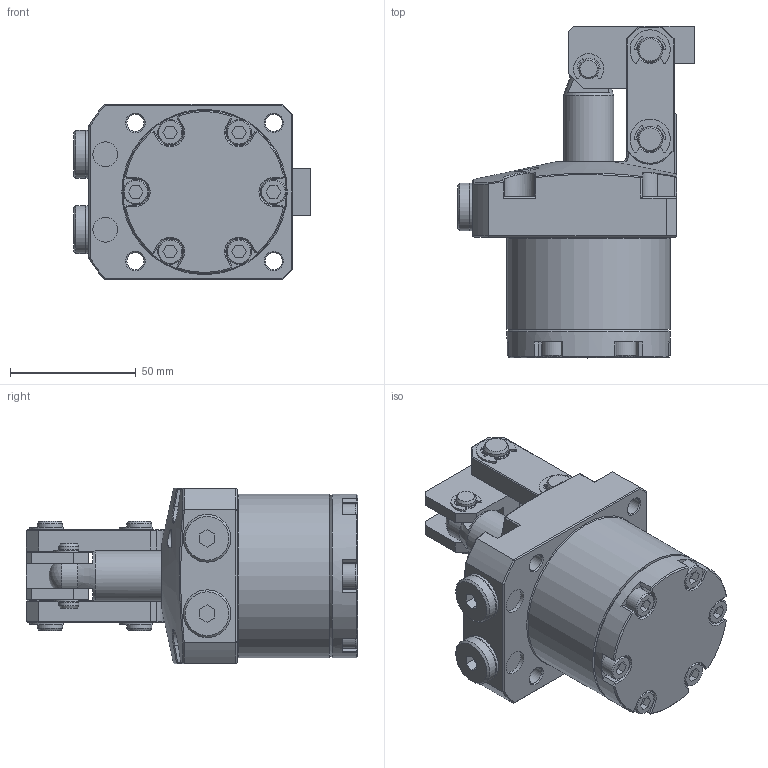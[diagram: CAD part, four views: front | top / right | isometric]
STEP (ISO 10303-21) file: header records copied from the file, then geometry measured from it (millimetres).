
FILE_DESCRIPTION(/* description */ ('Unknown'),/* implementation_level */ '2;1');
FILE_NAME(/* name */ 'GK-45-65-CC',/* time_stamp */ '2023-06-01T17:18:38+06:00',/* author */ ('Unknown'),/* organization */ ('Unknown'),/* preprocessor_version */ 'ST-DEVELOPER v16.7',/* originating_system */ 'DEX',/* authorisation */ $);
FILE_SCHEMA (('AUTOMOTIVE_DESIGN {1 0 10303 214 3 1 1}'));
Length unit declared in the file: millimetre
Products named in the file (13): hyd-cyl-bore-45-65_asm; BODY-DIA-45; PISTON-DIA-45; CLAMP-45; LINK-45; FRONT-HING-PIN-45; BACK-HING-PIN-45; BOTTOM-CAP-45; END-PLUG-45; WASHER_2; CIRCLIP-45-2; CIRCLIP-45; M6X12
Assembly tree (25 placements, depth 2):
  hyd-cyl-bore-45-65_asm
    BODY-DIA-45
    PISTON-DIA-45
    CLAMP-45
    LINK-45  x2
    FRONT-HING-PIN-45  x2
    BACK-HING-PIN-45
    BOTTOM-CAP-45
    END-PLUG-45  x2
    WASHER_2  x2
    CIRCLIP-45-2  x2
    CIRCLIP-45  x4
    M6X12  x6
Bounding box: 94 x 132 x 70 mm (x, y, z)
Volume: 368249.8 mm3; surface area: 69735.7 mm2
Topology: 25 solids, 28 shells, 670 faces, 1661 edges, 1082 vertices
Faces by surface type: plane 338, cylinder 204, cone 72, bspline 29, torus 26, sphere 1
Full cylindrical faces by diameter (mm): 6 x6, 6.05 x2, 6.5 x6, 6.8 x4, 8 x6, 8.05 x4, 9.9 x2, 10 x18, 11.8 x1, 13 x4, 16 x1, 19 x4, 20 x1, 26.1 x1, 28.6 x1, 65 x2
Entity records: 13314 total; most frequent: CARTESIAN_POINT 3482, DIRECTION 1948, ORIENTED_EDGE 1828, EDGE_CURVE 914, AXIS2_PLACEMENT_3D 730, VERTEX_POINT 629, EDGE_LOOP 569, FACE_BOUND 569
